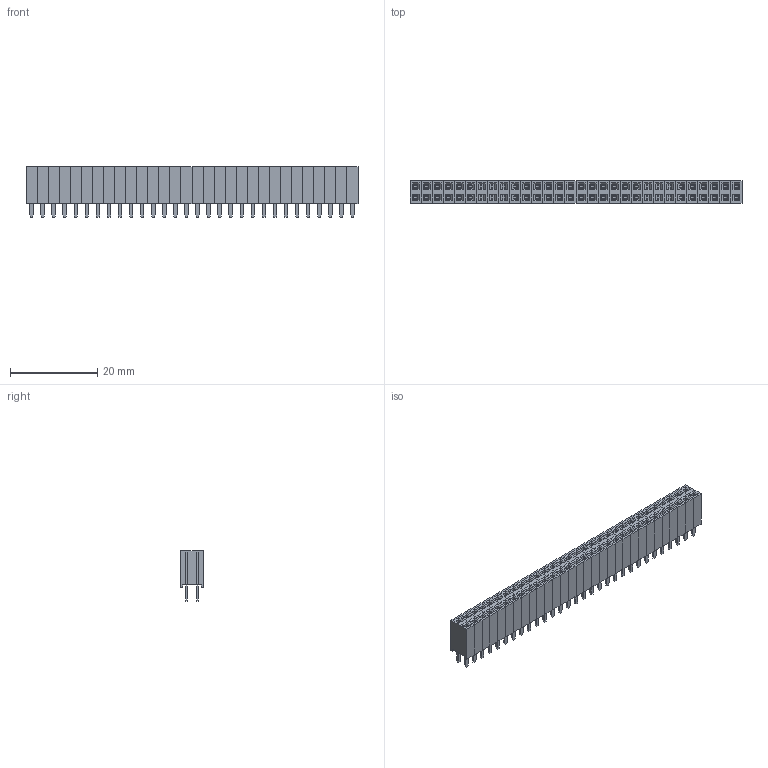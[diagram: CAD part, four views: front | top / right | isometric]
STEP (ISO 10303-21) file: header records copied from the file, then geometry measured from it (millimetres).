
FILE_DESCRIPTION(/* description */ (''),/* implementation_level */ '2;1');
FILE_NAME(/* name */ 'Header THT female 2x30.step',/* time_stamp */ '2019-04-08T11:36:28+02:00',/* author */ (''),/* organization */ (''),/* preprocessor_version */ 'ST-DEVELOPER v17.2',/* originating_system */ 'Autodesk Translation Framework v7.6.0.251',/* authorisation */ '');
FILE_SCHEMA (('AUTOMOTIVE_DESIGN { 1 0 10303 214 3 1 1 }'));
Products named in the file (1): (Nicht gespeichert)
Bounding box: 76.2 x 5.08 x 11.7 mm (x, y, z)
Volume: 2700.5 mm3; surface area: 8975.5 mm2
Topology: 30 solids, 30 shells, 2580 faces, 7320 edges, 4800 vertices
Faces by surface type: plane 2520, cylinder 60
Entity records: 84809 total; most frequent: CARTESIAN_POINT 14701, ORIENTED_EDGE 14640, DIRECTION 12602, EDGE_CURVE 7320, LINE 7200, VECTOR 7200, VERTEX_POINT 4800, EDGE_LOOP 2820
